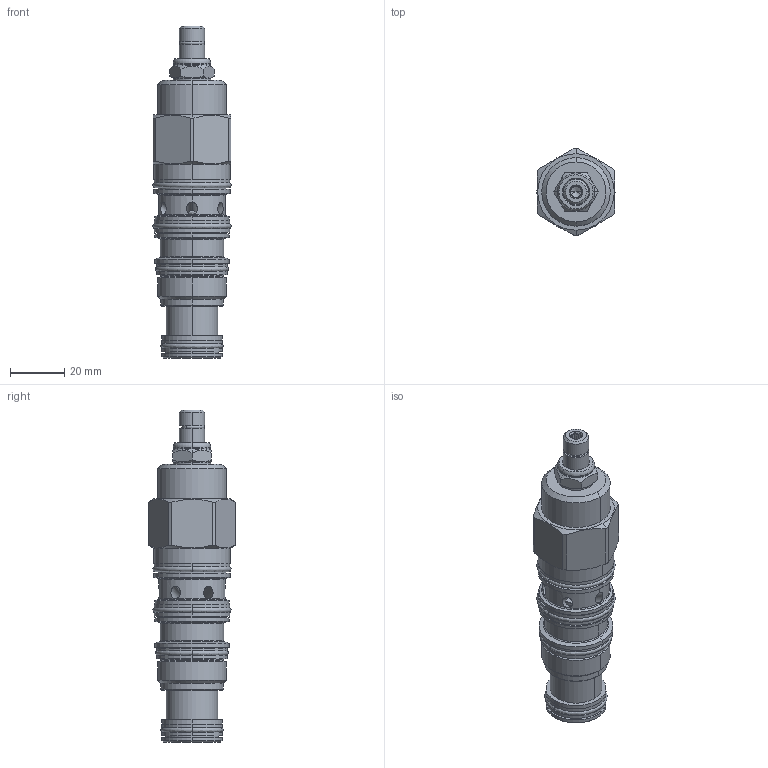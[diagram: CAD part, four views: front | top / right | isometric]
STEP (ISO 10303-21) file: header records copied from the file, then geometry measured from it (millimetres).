
FILE_DESCRIPTION((''),'2;1');
FILE_NAME('DRCR-LNN_PRT','2012-05-02T',('Administrator'),(''),'PRO/ENGINEER BY PARAMETRIC TECHNOLOGY CORPORATION, 2006240','PRO/ENGINEER BY PARAMETRIC TECHNOLOGY CORPORATION, 2006240','');
FILE_SCHEMA(('CONFIG_CONTROL_DESIGN'));
Length unit declared in the file: inch
Products named in the file (1): DRCR-LNN_PRT
Bounding box: 28.8 x 32.21 x 122.48 mm (x, y, z)
Volume: 53313.5 mm3; surface area: 16191.4 mm2
Topology: 6 solids, 7 shells, 327 faces, 805 edges, 497 vertices
Faces by surface type: cylinder 109, plane 85, cone 58, torus 49, revolution 16, bspline 10
Entity records: 16973 total; most frequent: CARTESIAN_POINT 9407, ORIENTED_EDGE 1606, DIRECTION 1533, EDGE_CURVE 803, AXIS2_PLACEMENT_3D 655, VERTEX_POINT 497, EDGE_LOOP 358, CIRCLE 354
